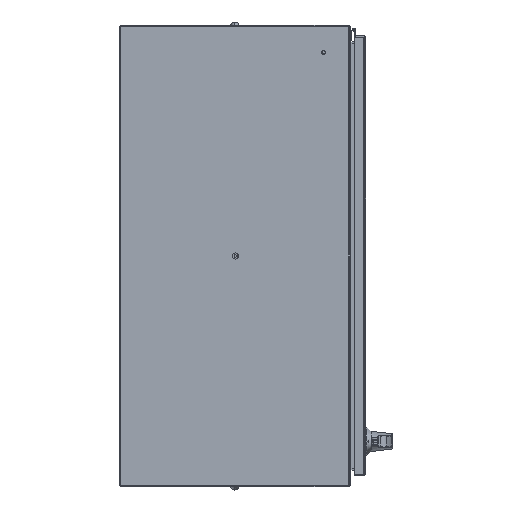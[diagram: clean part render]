
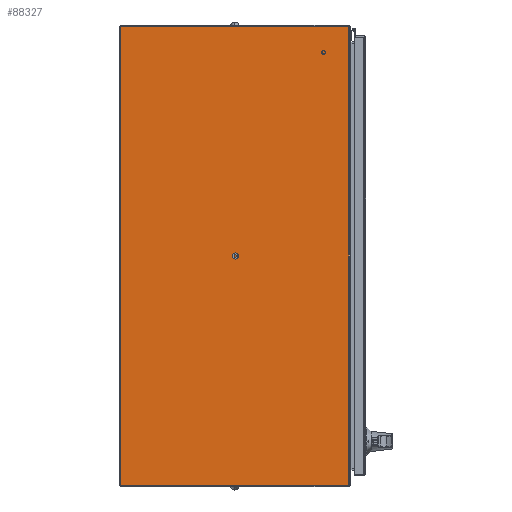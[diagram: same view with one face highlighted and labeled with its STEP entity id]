
A CAD part, front view. The second image highlights one B-rep face of the part: STEP entity #88327.
In plain terms, the highlighted face is planar.
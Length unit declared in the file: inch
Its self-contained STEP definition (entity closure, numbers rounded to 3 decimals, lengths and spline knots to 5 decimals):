
#856 = CARTESIAN_POINT ( 'NONE',  ( -17.935, -8.857, 0. ) ) ;
#1656 = LINE ( 'NONE', #94818, #10490 ) ;
#2604 = EDGE_CURVE ( 'NONE', #4994, #84610, #12353, .T. ) ;
#4994 = VERTEX_POINT ( 'NONE', #59899 ) ;
#8977 = PLANE ( 'NONE',  #62447 ) ;
#10490 = VECTOR ( 'NONE', #87063, 39.37008 ) ;
#12353 = LINE ( 'NONE', #85311, #28667 ) ;
#15174 = EDGE_CURVE ( 'NONE', #84610, #37916, #57409, .T. ) ;
#22653 = VERTEX_POINT ( 'NONE', #72847 ) ;
#25167 = CARTESIAN_POINT ( 'NONE',  ( -17.935, -9., 0. ) ) ;
#28667 = VECTOR ( 'NONE', #54887, 39.37008 ) ;
#36681 = CARTESIAN_POINT ( 'NONE',  ( -17.935, -9., 0. ) ) ;
#37916 = VERTEX_POINT ( 'NONE', #856 ) ;
#46013 = FACE_OUTER_BOUND ( 'NONE', #58492, .T. ) ;
#48824 = LINE ( 'NONE', #93320, #58877 ) ;
#49261 = CARTESIAN_POINT ( 'NONE',  ( -17.935, 9., 0. ) ) ;
#54887 = DIRECTION ( 'NONE',  ( -1., 0., 0. ) ) ;
#56773 = DIRECTION ( 'NONE',  ( 0., 0., 1. ) ) ;
#57409 = LINE ( 'NONE', #36681, #83929 ) ;
#57634 = ORIENTED_EDGE ( 'NONE', *, *, #90746, .F. ) ;
#58492 = EDGE_LOOP ( 'NONE', ( #57634, #67583, #93380, #71463 ) ) ;
#58877 = VECTOR ( 'NONE', #78159, 39.37008 ) ;
#59899 = CARTESIAN_POINT ( 'NONE',  ( 17.935, 9., 0. ) ) ;
#62447 = AXIS2_PLACEMENT_3D ( 'NONE', #25167, #56773, #96301 ) ;
#67583 = ORIENTED_EDGE ( 'NONE', *, *, #15174, .F. ) ;
#71463 = ORIENTED_EDGE ( 'NONE', *, *, #81843, .F. ) ;
#72847 = CARTESIAN_POINT ( 'NONE',  ( 17.935, -8.857, 0. ) ) ;
#76783 = DIRECTION ( 'NONE',  ( 0., -1., 0. ) ) ;
#78159 = DIRECTION ( 'NONE',  ( 0., 1., 0. ) ) ;
#81843 = EDGE_CURVE ( 'NONE', #22653, #4994, #48824, .T. ) ;
#83929 = VECTOR ( 'NONE', #76783, 39.37008 ) ;
#84610 = VERTEX_POINT ( 'NONE', #49261 ) ;
#85311 = CARTESIAN_POINT ( 'NONE',  ( -17.935, 9., 0. ) ) ;
#87063 = DIRECTION ( 'NONE',  ( 1., 0., 0. ) ) ;
#88327 = ADVANCED_FACE ( 'NONE', ( #46013 ), #8977, .F. ) ;
#90746 = EDGE_CURVE ( 'NONE', #37916, #22653, #1656, .T. ) ;
#93320 = CARTESIAN_POINT ( 'NONE',  ( 17.935, -9., 0. ) ) ;
#93380 = ORIENTED_EDGE ( 'NONE', *, *, #2604, .F. ) ;
#94818 = CARTESIAN_POINT ( 'NONE',  ( -17.935, -8.857, 0. ) ) ;
#96301 = DIRECTION ( 'NONE',  ( 1., 0., 0. ) ) ;
